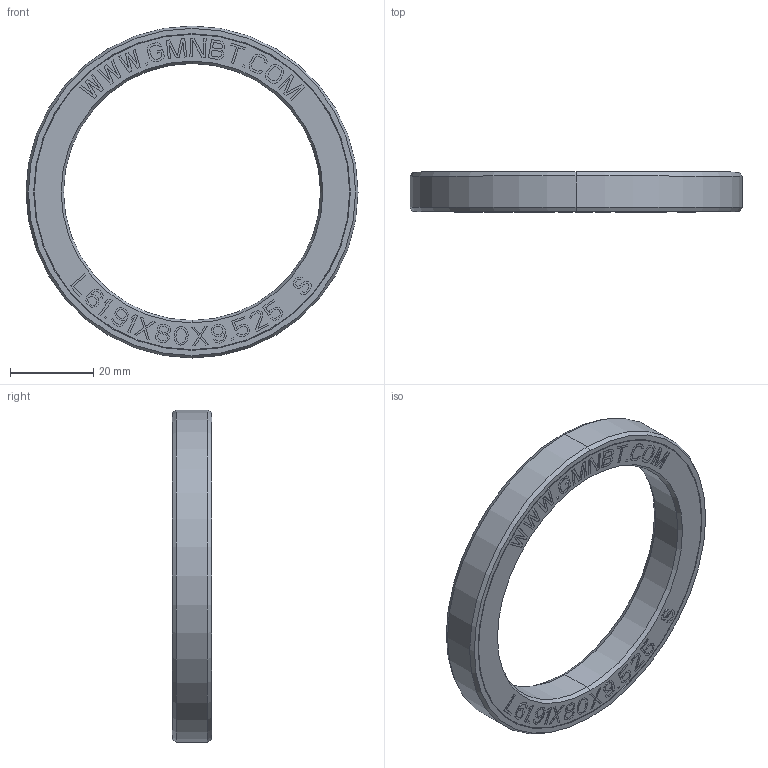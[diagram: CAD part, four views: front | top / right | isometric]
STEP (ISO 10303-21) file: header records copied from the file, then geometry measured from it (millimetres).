
FILE_DESCRIPTION((''),'2;1');
FILE_NAME('L6191X80X9525S','2016-01-18T',('sales 4'),(''),'PRO/ENGINEER BY PARAMETRIC TECHNOLOGY CORPORATION, 2013150','PRO/ENGINEER BY PARAMETRIC TECHNOLOGY CORPORATION, 2013150','');
FILE_SCHEMA(('AUTOMOTIVE_DESIGN { 1 0 10303 214 1 1 1 1 }'));
Length unit declared in the file: millimetre
Products named in the file (1): L6191X80X9525S
Bounding box: 80 x 9.6 x 80 mm (x, y, z)
Volume: 18542 mm3; surface area: 13912.4 mm2
Topology: 2 solids, 2 shells, 860 faces, 2406 edges, 1588 vertices
Faces by surface type: plane 804, cone 24, torus 20, cylinder 12
Entity records: 35570 total; most frequent: CARTESIAN_POINT 4856, ORIENTED_EDGE 4812, DIRECTION 4210, PRESENTATION_STYLE_ASSIGNMENT 2550, STYLED_ITEM 2481, CURVE_STYLE 2406, EDGE_CURVE 2406, VECTOR 2322
